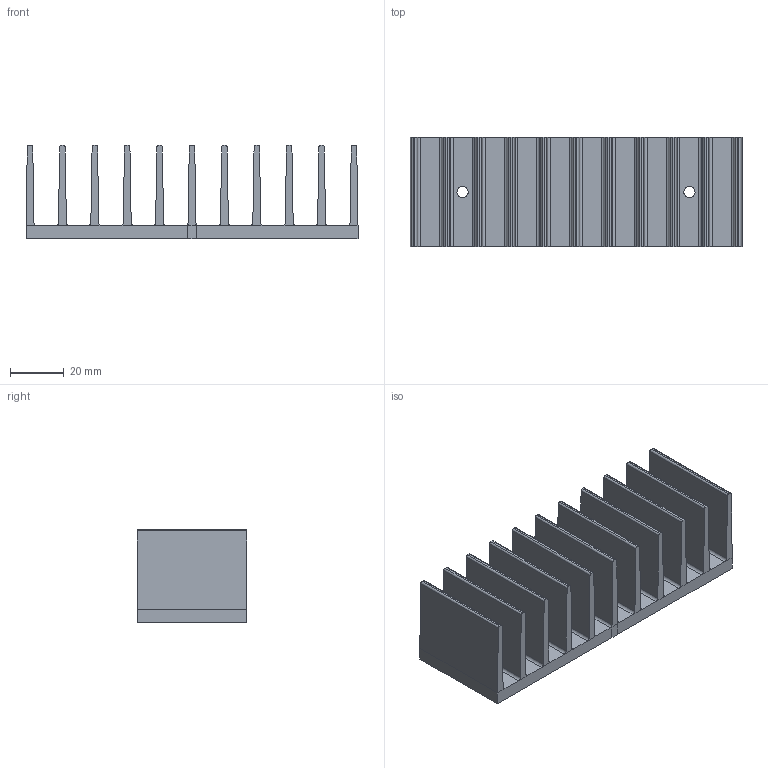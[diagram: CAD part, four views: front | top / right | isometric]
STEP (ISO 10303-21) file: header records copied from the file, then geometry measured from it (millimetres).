
FILE_DESCRIPTION(('FreeCAD Model'),'2;1');
FILE_NAME('Open CASCADE Shape Model','2024-04-03T17:26:37',( 'kicad StepUp'),('ksu MCAD'),'Open CASCADE STEP processor 7.6', 'FreeCAD','Unknown');
FILE_SCHEMA(('AUTOMOTIVE_DESIGN { 1 0 10303 214 1 1 1 1 }'));
Length unit declared in the file: millimetre
Products named in the file (1): heatsink_40x124x35_22-00-05
Bounding box: 124 x 41 x 35 mm (x, y, z)
Volume: 59243 mm3; surface area: 39575.6 mm2
Topology: 1 solids, 1 shells, 124 faces, 346 edges, 224 vertices
Faces by surface type: plane 80, cylinder 44
Full cylindrical faces by diameter (mm): 4.2 x2
Entity records: 3988 total; most frequent: CARTESIAN_POINT 695, ORIENTED_EDGE 692, DIRECTION 684, EDGE_CURVE 346, LINE 258, VECTOR 258, VERTEX_POINT 224, AXIS2_PLACEMENT_3D 213
